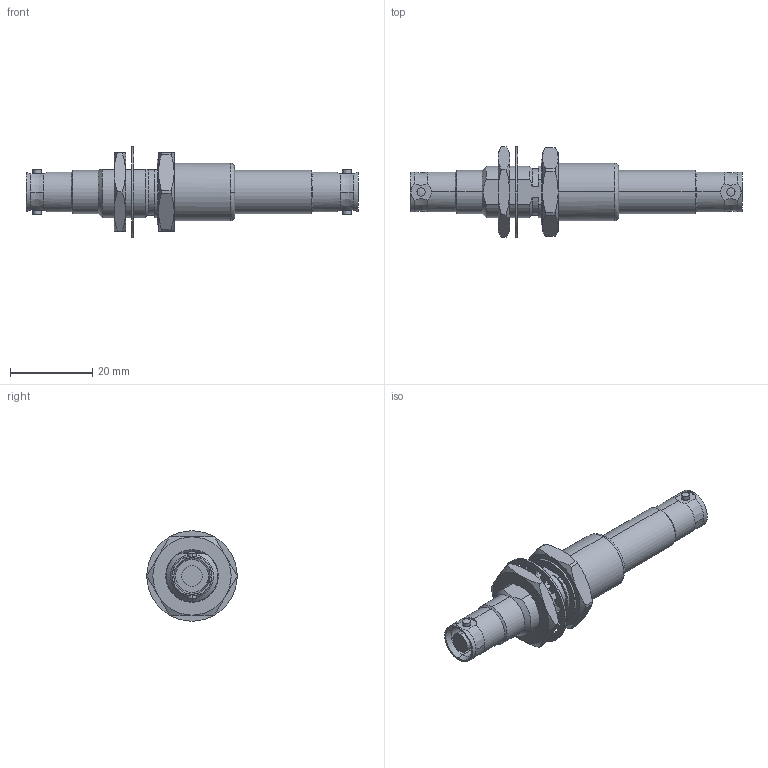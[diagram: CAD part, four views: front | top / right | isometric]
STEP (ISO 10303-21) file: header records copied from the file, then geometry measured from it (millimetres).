
FILE_DESCRIPTION (( 'STEP AP214' ), '1' );
FILE_NAME ('FMCN45840_3D.STEP', '2022-09-20T15:36:55', ( '' ), ( '' ), 'SwSTEP 2.0', 'SolidWorks 2021', '' );
FILE_SCHEMA (( 'AUTOMOTIVE_DESIGN' ));
Length unit declared in the file: inch
Products named in the file (5): AD-10KV8-10KV8-BF-HS; 10KV8501-4_2; BNC8105-5_2; FMCN45840_3D; N8105-7
Assembly tree (4 placements, depth 2):
  FMCN45840_3D
    AD-10KV8-10KV8-BF-HS
    BNC8105-5_2
    N8105-7
    10KV8501-4_2
Bounding box: 80.8 x 22 x 22 mm (x, y, z)
Volume: 7370.2 mm3; surface area: 7794.3 mm2
Topology: 4 solids, 4 shells, 215 faces, 524 edges, 329 vertices
Faces by surface type: cylinder 97, plane 67, cone 27, bspline 24
Entity records: 7138 total; most frequent: CARTESIAN_POINT 1921, DIRECTION 1066, ORIENTED_EDGE 1048, EDGE_CURVE 524, AXIS2_PLACEMENT_3D 424, VERTEX_POINT 329, EDGE_LOOP 233, CIRCLE 226
